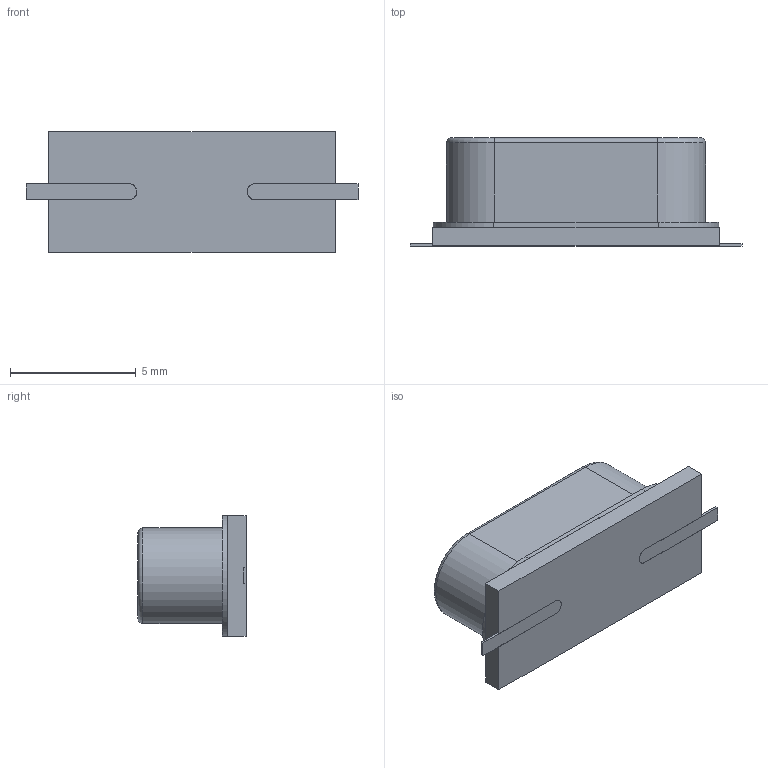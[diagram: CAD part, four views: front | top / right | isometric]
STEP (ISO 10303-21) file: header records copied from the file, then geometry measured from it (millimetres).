
FILE_DESCRIPTION (( 'STEP AP214' ), '1' );
FILE_NAME ('ECS-200-20-5PXDU-TR.STEP', '2024-10-31T15:41:51', ( '' ), ( '' ), 'SwSTEP 2.0', 'SolidWorks 2021', '' );
FILE_SCHEMA (( 'AUTOMOTIVE_DESIGN' ));
Length unit declared in the file: millimetre
Products named in the file (1): ECS-200-20-5PXDU-TR
Bounding box: 13.2 x 4.3 x 4.8 mm (x, y, z)
Volume: 171.6 mm3; surface area: 334 mm2
Topology: 4 solids, 4 shells, 49 faces, 116 edges, 76 vertices
Faces by surface type: plane 33, bspline 8, cylinder 6, torus 2
Entity records: 1705 total; most frequent: CARTESIAN_POINT 562, ORIENTED_EDGE 232, DIRECTION 190, EDGE_CURVE 116, LINE 86, VECTOR 86, VERTEX_POINT 76, AXIS2_PLACEMENT_3D 52
